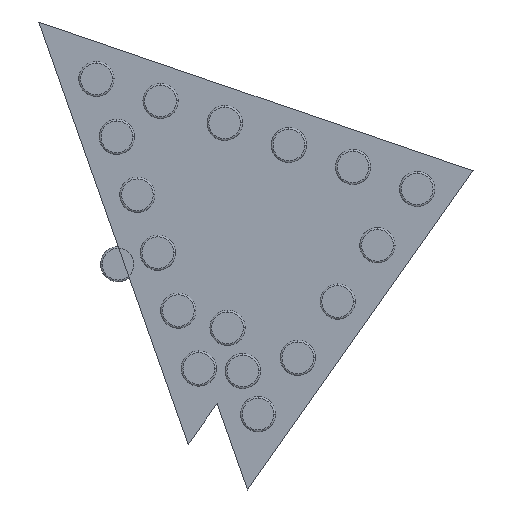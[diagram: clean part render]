
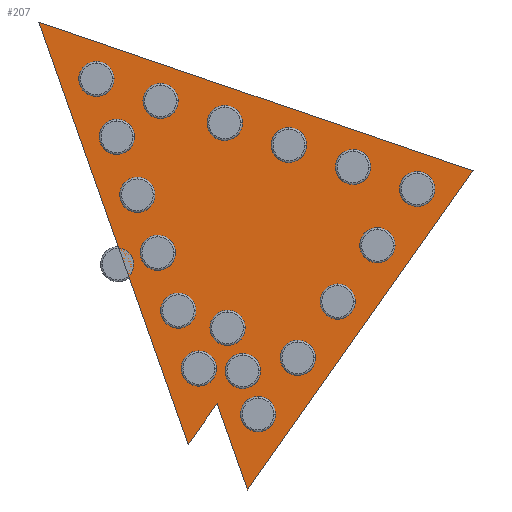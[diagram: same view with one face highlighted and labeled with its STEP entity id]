
A CAD part, front view. The second image highlights one B-rep face of the part: STEP entity #207.
In plain terms, the highlighted planar face has unit normal (0, -1, 0).
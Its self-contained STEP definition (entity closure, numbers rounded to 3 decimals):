
#32=CARTESIAN_POINT('',(20.161,0.,5.295));
#33=VERTEX_POINT('',#32);
#34=CARTESIAN_POINT('',(-4.496,0.,13.756));
#35=VERTEX_POINT('',#34);
#36=CARTESIAN_POINT('',(20.161,0.,5.295));
#37=DIRECTION('',(-0.946,0.,0.325));
#38=VECTOR('',#37,26.069);
#39=LINE('',#36,#38);
#40=EDGE_CURVE('',#33,#35,#39,.T.);
#72=CARTESIAN_POINT('',(7.35,0.,-12.822));
#73=VERTEX_POINT('',#72);
#74=CARTESIAN_POINT('',(7.35,0.,-12.822));
#75=DIRECTION('',(0.577,0.,0.816));
#76=VECTOR('',#75,22.189);
#77=LINE('',#74,#76);
#78=EDGE_CURVE('',#73,#33,#77,.T.);
#103=CARTESIAN_POINT('',(5.618,0.,-7.923));
#104=VERTEX_POINT('',#103);
#105=CARTESIAN_POINT('',(5.618,0.,-7.923));
#106=DIRECTION('',(0.333,0.,-0.943));
#107=VECTOR('',#106,5.196);
#108=LINE('',#105,#107);
#109=EDGE_CURVE('',#104,#73,#108,.T.);
#134=CARTESIAN_POINT('',(3.985,0.,-10.233));
#135=VERTEX_POINT('',#134);
#136=CARTESIAN_POINT('',(3.985,0.,-10.233));
#137=DIRECTION('',(0.577,0.,0.816));
#138=VECTOR('',#137,2.828);
#139=LINE('',#136,#138);
#140=EDGE_CURVE('',#135,#104,#139,.T.);
#165=CARTESIAN_POINT('',(-4.496,0.,13.756));
#166=DIRECTION('',(0.333,0.,-0.943));
#167=VECTOR('',#166,25.444);
#168=LINE('',#165,#167);
#169=EDGE_CURVE('',#35,#135,#168,.T.);
#195=CARTESIAN_POINT('',(0.,0.,0.));
#196=DIRECTION('',(0.,-1.,0.));
#197=DIRECTION('',(1.,0.,0.));
#198=AXIS2_PLACEMENT_3D('',#195,#196,#197);
#199=PLANE('',#198);
#200=ORIENTED_EDGE('',*,*,#40,.T.);
#201=ORIENTED_EDGE('',*,*,#169,.T.);
#202=ORIENTED_EDGE('',*,*,#140,.T.);
#203=ORIENTED_EDGE('',*,*,#109,.T.);
#204=ORIENTED_EDGE('',*,*,#78,.T.);
#205=EDGE_LOOP('',(#200,#201,#202,#203,#204));
#206=FACE_BOUND('',#205,.T.);
#207=ADVANCED_FACE('',(#206),#199,.T.);
